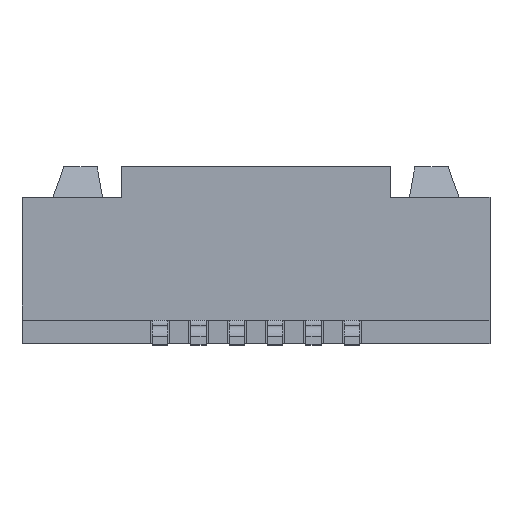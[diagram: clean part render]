
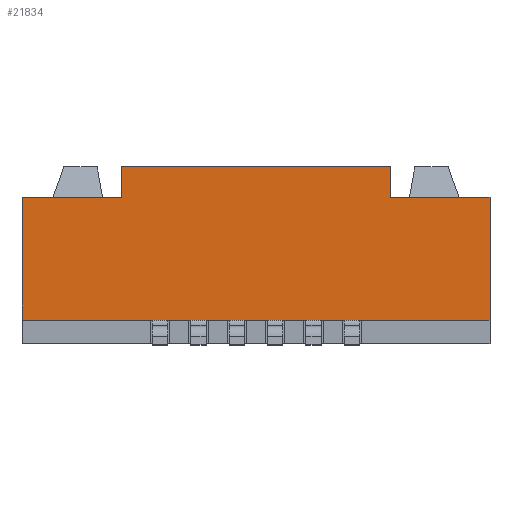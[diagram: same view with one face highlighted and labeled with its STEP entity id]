
A CAD part, top view. The second image highlights one B-rep face of the part: STEP entity #21834.
In plain terms, the highlighted planar face has unit normal (0, 0, 1).
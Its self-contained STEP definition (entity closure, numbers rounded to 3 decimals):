
#18058=DIRECTION('',(0.,1.,0.));
#18059=VECTOR('',#18058,1.6);
#18060=CARTESIAN_POINT('',(3.05,0.3,2.4));
#18061=LINE('',#18060,#18059);
#18074=DIRECTION('',(1.,0.,0.));
#18075=VECTOR('',#18074,3.5);
#18076=CARTESIAN_POINT('',(-1.75,2.3,2.4));
#18077=LINE('',#18076,#18075);
#18078=DIRECTION('',(1.,0.,0.));
#18079=VECTOR('',#18078,1.3);
#18080=CARTESIAN_POINT('',(1.75,1.9,2.4));
#18081=LINE('',#18080,#18079);
#18082=DIRECTION('',(-1.,0.,0.));
#18083=VECTOR('',#18082,6.1);
#18084=CARTESIAN_POINT('',(3.05,0.3,2.4));
#18085=LINE('',#18084,#18083);
#18086=DIRECTION('',(1.,0.,0.));
#18087=VECTOR('',#18086,1.3);
#18088=CARTESIAN_POINT('',(-3.05,1.9,2.4));
#18089=LINE('',#18088,#18087);
#18090=DIRECTION('',(0.,1.,0.));
#18091=VECTOR('',#18090,0.4);
#18092=CARTESIAN_POINT('',(-1.75,1.9,2.4));
#18093=LINE('',#18092,#18091);
#18586=DIRECTION('',(0.,-1.,0.));
#18587=VECTOR('',#18586,1.6);
#18588=CARTESIAN_POINT('',(-3.05,1.9,2.4));
#18589=LINE('',#18588,#18587);
#19202=DIRECTION('',(0.,1.,0.));
#19203=VECTOR('',#19202,0.4);
#19204=CARTESIAN_POINT('',(1.75,1.9,2.4));
#19205=LINE('',#19204,#19203);
#19800=CARTESIAN_POINT('',(3.05,0.3,2.4));
#19801=CARTESIAN_POINT('',(-3.05,0.3,2.4));
#19802=VERTEX_POINT('',#19800);
#19803=VERTEX_POINT('',#19801);
#20038=CARTESIAN_POINT('',(1.75,2.3,2.4));
#20040=VERTEX_POINT('',#20038);
#20043=CARTESIAN_POINT('',(-1.75,2.3,2.4));
#20045=VERTEX_POINT('',#20043);
#20226=CARTESIAN_POINT('',(-1.75,1.9,2.4));
#20227=VERTEX_POINT('',#20226);
#20414=CARTESIAN_POINT('',(1.75,1.9,2.4));
#20415=VERTEX_POINT('',#20414);
#20416=CARTESIAN_POINT('',(3.05,1.9,2.4));
#20417=VERTEX_POINT('',#20416);
#20418=CARTESIAN_POINT('',(-3.05,1.9,2.4));
#20419=VERTEX_POINT('',#20418);
#21814=CARTESIAN_POINT('',(0.,1.3,2.4));
#21815=DIRECTION('',(0.,0.,1.));
#21816=DIRECTION('',(1.,0.,0.));
#21817=AXIS2_PLACEMENT_3D('',#21814,#21815,#21816);
#21818=PLANE('',#21817);
#21820=ORIENTED_EDGE('',*,*,#21819,.T.);
#21822=ORIENTED_EDGE('',*,*,#21821,.F.);
#21823=ORIENTED_EDGE('',*,*,#21559,.T.);
#21824=ORIENTED_EDGE('',*,*,#21804,.F.);
#21825=ORIENTED_EDGE('',*,*,#21778,.T.);
#21827=ORIENTED_EDGE('',*,*,#21826,.F.);
#21829=ORIENTED_EDGE('',*,*,#21828,.T.);
#21831=ORIENTED_EDGE('',*,*,#21830,.T.);
#21832=EDGE_LOOP('',(#21820,#21822,#21823,#21824,#21825,#21827,#21829,#21831));
#21833=FACE_OUTER_BOUND('',#21832,.F.);
#21559=EDGE_CURVE('',#20415,#20417,#18081,.T.);
#21778=EDGE_CURVE('',#19802,#19803,#18085,.T.);
#21804=EDGE_CURVE('',#19802,#20417,#18061,.T.);
#21819=EDGE_CURVE('',#20045,#20040,#18077,.T.);
#21821=EDGE_CURVE('',#20415,#20040,#19205,.T.);
#21826=EDGE_CURVE('',#20419,#19803,#18589,.T.);
#21828=EDGE_CURVE('',#20419,#20227,#18089,.T.);
#21830=EDGE_CURVE('',#20227,#20045,#18093,.T.);
#21834=ADVANCED_FACE('',(#21833),#21818,.T.);
